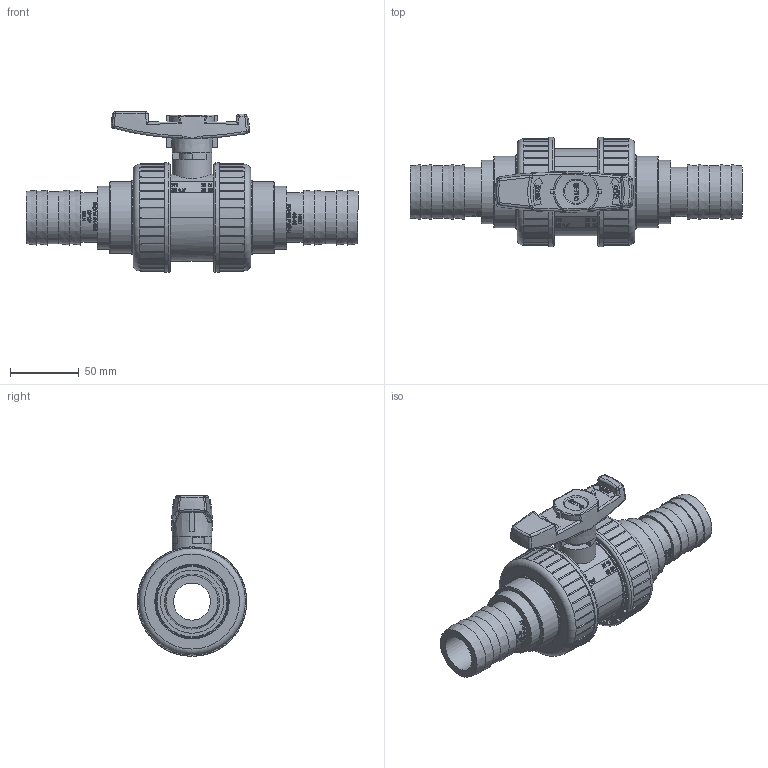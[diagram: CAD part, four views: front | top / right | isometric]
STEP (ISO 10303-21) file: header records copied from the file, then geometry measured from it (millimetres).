
FILE_DESCRIPTION(/* description */ (''),/* implementation_level */ '2;1');
FILE_NAME(/* name */ 'AK0910.040.040.step',/* time_stamp */ '2026-03-25T16:10:16+01:00',/* author */ (''),/* organization */ (''),/* preprocessor_version */ 'ST-DEVELOPER v20.1',/* originating_system */ 'Autodesk Translation Framework v14.24.0.0',/* authorisation */ '');
FILE_SCHEMA (('AUTOMOTIVE_DESIGN { 1 0 10303 214 3 1 1 }'));
Products named in the file (1): 2025-12-30-08-12-25-650
Bounding box: 241.78 x 79.71 x 117.02 mm (x, y, z)
Volume: 426588.5 mm3; surface area: 189544.9 mm2
Topology: 20 solids, 20 shells, 2068 faces, 5642 edges, 3719 vertices
Faces by surface type: plane 896, bspline 697, cylinder 317, sphere 85, torus 60, cone 13
Full cylindrical faces by diameter (mm): 1.721 x1, 2.295 x1, 14.416 x4, 17.808 x3, 18.656 x1, 19.504 x2, 21.2 x1, 27 x2, 28.947 x1, 32 x4, 32.224 x1, 33.072 x2, 33.92 x2, 36 x2, 38 x2, 38.33 x3, 39.008 x1, 39.856 x3, 40 x2, 42.909 x3, 43.248 x1, 46 x2, 47.064 x1, 47.607 x3, 50.371 x3, 52 x2, 52.152 x1, 54 x2, 54.272 x2, 55.12 x1
Entity records: 93385 total; most frequent: CARTESIAN_POINT 45219, ORIENTED_EDGE 11186, DIRECTION 8006, EDGE_CURVE 5593, VERTEX_POINT 3719, LINE 2698, VECTOR 2698, AXIS2_PLACEMENT_3D 2654
